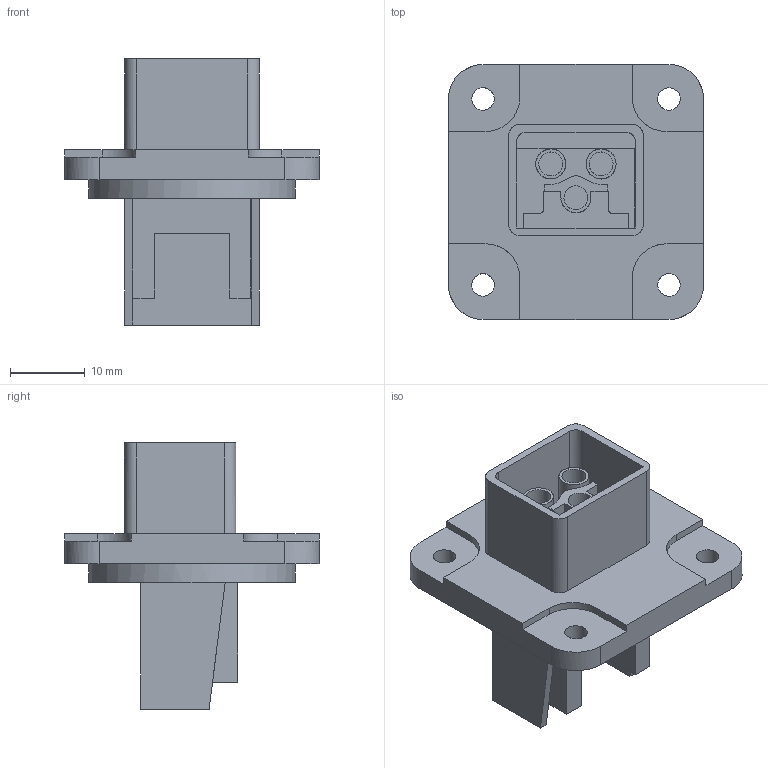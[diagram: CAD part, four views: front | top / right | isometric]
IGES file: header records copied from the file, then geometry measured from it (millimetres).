
Global section: file name: 09462453430.igs; preprocessor: I-DEAS 3D IGES Translator 10; date: 20070307.174938; units: millimetre
Bounding box: 34 x 34 x 35.5 mm (x, y, z)
Surface area: 7639.6 mm2 (no closed solid volume)
Topology: 0 solids, 0 shells, 116 faces, 1093 edges, 1341 vertices
Faces by surface type: bspline 116
